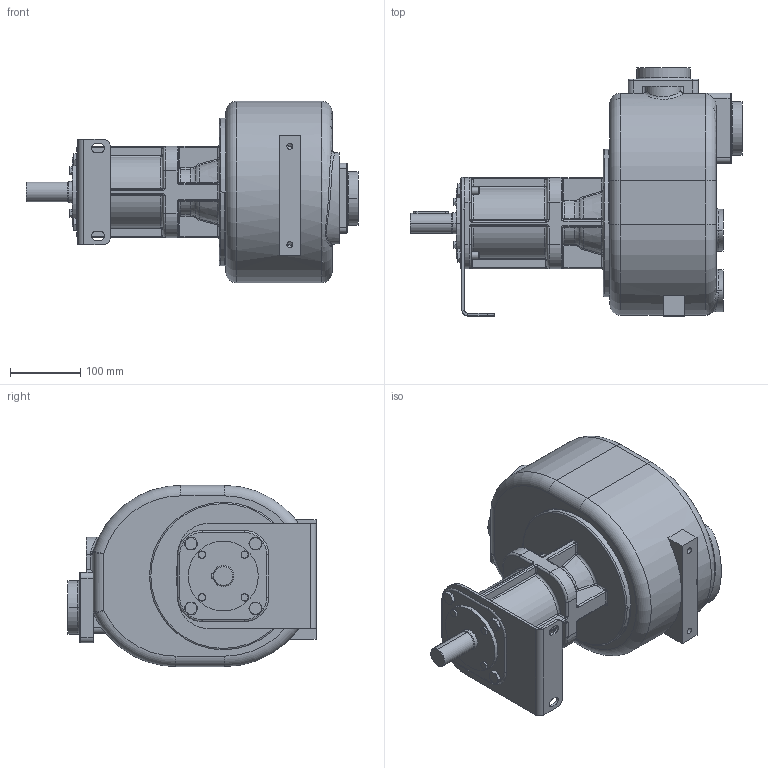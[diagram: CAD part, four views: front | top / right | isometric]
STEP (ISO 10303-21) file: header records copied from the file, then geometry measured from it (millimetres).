
FILE_DESCRIPTION((''),'2;1');
FILE_NAME('S_60_B','2012-02-28T',('Amenduni'),(''),'PRO/ENGINEER BY PARAMETRIC TECHNOLOGY CORPORATION, 2011370','PRO/ENGINEER BY PARAMETRIC TECHNOLOGY CORPORATION, 2011370','');
FILE_SCHEMA(('CONFIG_CONTROL_DESIGN'));
Length unit declared in the file: millimetre
Products named in the file (1): S_60_B
Bounding box: 472.5 x 353 x 258 mm (x, y, z)
Volume: 13307040.6 mm3; surface area: 492177.5 mm2
Topology: 1 solids, 1 shells, 603 faces, 1403 edges, 824 vertices
Faces by surface type: cylinder 194, plane 154, torus 96, bspline 79, cone 72, extrusion 4, sphere 4
Entity records: 28598 total; most frequent: CARTESIAN_POINT 15326, ORIENTED_EDGE 2798, DIRECTION 2764, EDGE_CURVE 1399, AXIS2_PLACEMENT_3D 1119, VERTEX_POINT 824, EDGE_LOOP 633, FACE_OUTER_BOUND 603
